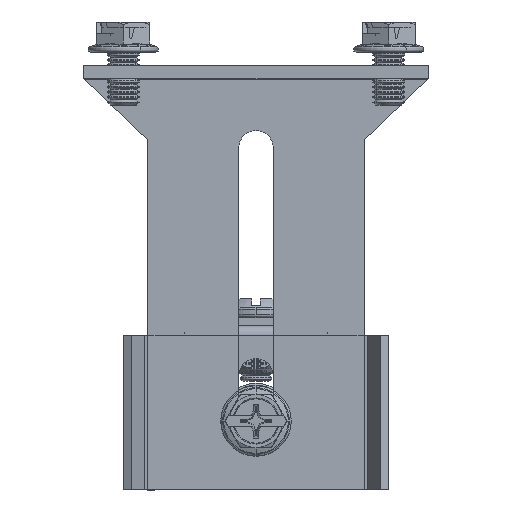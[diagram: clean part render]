
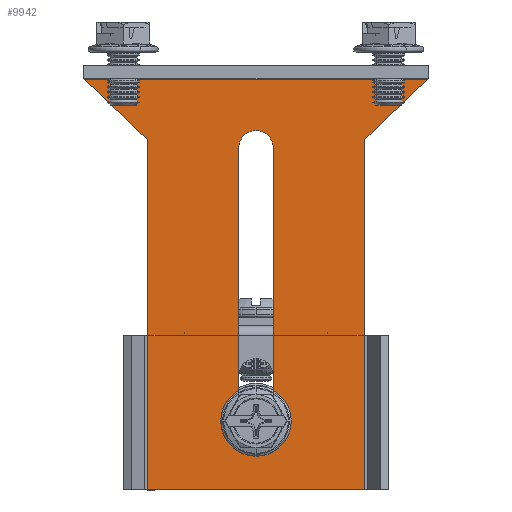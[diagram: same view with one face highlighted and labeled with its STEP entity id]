
A CAD part, left-side view. The second image highlights one B-rep face of the part: STEP entity #9942.
In plain terms, the highlighted face is planar.
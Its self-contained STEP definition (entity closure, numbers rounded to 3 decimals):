
#730 = AXIS2_PLACEMENT_3D ( 'NONE', #3733, #3734, #3735 ) ;
#3282 = CIRCLE ( 'NONE', #3284, 3.25 ) ;
#3284 = AXIS2_PLACEMENT_3D ( 'NONE', #3759, #3760, #3761 ) ;
#3715 = LINE ( 'NONE', #3716, #4393 ) ;
#3716 = CARTESIAN_POINT ( 'NONE',  ( -44.5, -32.5, 0. ) ) ;
#3717 = DIRECTION ( 'NONE',  ( 0.692, 0.722, 0. ) ) ;
#3722 = CARTESIAN_POINT ( 'NONE',  ( 20., 0., 0. ) ) ;
#3723 = DIRECTION ( 'NONE',  ( 0., 0., 1. ) ) ;
#3724 = DIRECTION ( 'NONE',  ( 1., 0., 0. ) ) ;
#3733 = CARTESIAN_POINT ( 'NONE',  ( 20., 0., 0. ) ) ;
#3734 = DIRECTION ( 'NONE',  ( 0., 0., 1. ) ) ;
#3735 = DIRECTION ( 'NONE',  ( 1., 0., 0. ) ) ;
#3759 = CARTESIAN_POINT ( 'NONE',  ( -31.5, 0., 0. ) ) ;
#3760 = DIRECTION ( 'NONE',  ( 0., 0., 1. ) ) ;
#3761 = DIRECTION ( 'NONE',  ( 1., 0., 0. ) ) ;
#4045 = CARTESIAN_POINT ( 'NONE',  ( -31.5, -3.25, 0. ) ) ;
#4052 = LINE ( 'NONE', #4045, #4382 ) ;
#4057 = LINE ( 'NONE', #4058, #4385 ) ;
#4058 = CARTESIAN_POINT ( 'NONE',  ( -33., -20.5, 0. ) ) ;
#4062 = DIRECTION ( 'NONE',  ( 1., 0., 0. ) ) ;
#4063 = LINE ( 'NONE', #4071, #4387 ) ;
#4064 = LINE ( 'NONE', #4069, #4380 ) ;
#4068 = DIRECTION ( 'NONE',  ( 1., 0., 0. ) ) ;
#4069 = CARTESIAN_POINT ( 'NONE',  ( -31.5, 3.25, 0. ) ) ;
#4070 = DIRECTION ( 'NONE',  ( -1., 0., 0. ) ) ;
#4071 = CARTESIAN_POINT ( 'NONE',  ( -33., 20.5, 0. ) ) ;
#4072 = DIRECTION ( 'NONE',  ( -1., 0., 0. ) ) ;
#4073 = LINE ( 'NONE', #4074, #4389 ) ;
#4074 = CARTESIAN_POINT ( 'NONE',  ( -44.4, -32.5, 0. ) ) ;
#4075 = DIRECTION ( 'NONE',  ( 0., 1., 0. ) ) ;
#4076 = LINE ( 'NONE', #4077, #4390 ) ;
#4077 = CARTESIAN_POINT ( 'NONE',  ( 33., 20.5, 0. ) ) ;
#4078 = DIRECTION ( 'NONE',  ( 0., 1., 0. ) ) ;
#4079 = LINE ( 'NONE', #4080, #4391 ) ;
#4080 = CARTESIAN_POINT ( 'NONE',  ( -33., 20.5, 0. ) ) ;
#4081 = DIRECTION ( 'NONE',  ( -0.692, 0.722, 0. ) ) ;
#4380 = VECTOR ( 'NONE', #4070, 1000. ) ;
#4382 = VECTOR ( 'NONE', #4062, 1000. ) ;
#4385 = VECTOR ( 'NONE', #4068, 1000. ) ;
#4387 = VECTOR ( 'NONE', #4072, 1000. ) ;
#4388 = CIRCLE ( 'NONE', #4397, 3.25 ) ;
#4389 = VECTOR ( 'NONE', #4075, 1000. ) ;
#4390 = VECTOR ( 'NONE', #4078, 1000. ) ;
#4391 = VECTOR ( 'NONE', #4081, 1000. ) ;
#4393 = VECTOR ( 'NONE', #3717, 1000. ) ;
#4397 = AXIS2_PLACEMENT_3D ( 'NONE', #3722, #3723, #3724 ) ;
#4398 = CIRCLE ( 'NONE', #730, 3.25 ) ;
#4516 = CARTESIAN_POINT ( 'NONE',  ( -33., -20.5, 0. ) ) ;
#4993 = CARTESIAN_POINT ( 'NONE',  ( 20., 3.25, 0. ) ) ;
#5256 = CARTESIAN_POINT ( 'NONE',  ( -44.4, 32.396, 0. ) ) ;
#5257 = CARTESIAN_POINT ( 'NONE',  ( 20., -3.25, 0. ) ) ;
#5261 = CARTESIAN_POINT ( 'NONE',  ( -33., 20.5, 0. ) ) ;
#5267 = CARTESIAN_POINT ( 'NONE',  ( 33., -20.5, 0. ) ) ;
#5692 = CARTESIAN_POINT ( 'NONE',  ( -31.5, 3.25, 0. ) ) ;
#5795 = EDGE_LOOP ( 'NONE', ( #10427, #10426, #10425, #10424, #10423 ) ) ;
#5800 = EDGE_LOOP ( 'NONE', ( #10422, #10421, #10420, #10498, #10497, #10496 ) ) ;
#5913 = VERTEX_POINT ( 'NONE', #8054 ) ;
#5917 = VERTEX_POINT ( 'NONE', #8062 ) ;
#5976 = CARTESIAN_POINT ( 'NONE',  ( -44.4, -32.396, 0. ) ) ;
#5979 = CARTESIAN_POINT ( 'NONE',  ( 23.25, 0., 0. ) ) ;
#6389 = FACE_OUTER_BOUND ( 'NONE', #5800, .T. ) ;
#6393 = CARTESIAN_POINT ( 'NONE',  ( -33., -20.5, 0. ) ) ;
#6397 = FACE_BOUND ( 'NONE', #5795, .T. ) ;
#6398 = PLANE ( 'NONE',  #6439 ) ;
#6400 = DIRECTION ( 'NONE',  ( 0., 0., 1. ) ) ;
#6401 = DIRECTION ( 'NONE',  ( 1., 0., 0. ) ) ;
#6439 = AXIS2_PLACEMENT_3D ( 'NONE', #6393, #6400, #6401 ) ;
#6766 = VERTEX_POINT ( 'NONE', #5976 ) ;
#6769 = VERTEX_POINT ( 'NONE', #5979 ) ;
#6792 = VERTEX_POINT ( 'NONE', #5692 ) ;
#6880 = VERTEX_POINT ( 'NONE', #5256 ) ;
#6881 = VERTEX_POINT ( 'NONE', #5257 ) ;
#6885 = VERTEX_POINT ( 'NONE', #5261 ) ;
#6891 = VERTEX_POINT ( 'NONE', #5267 ) ;
#7298 = VERTEX_POINT ( 'NONE', #4993 ) ;
#7322 = VERTEX_POINT ( 'NONE', #4516 ) ;
#8054 = CARTESIAN_POINT ( 'NONE',  ( -31.5, -3.25, 0. ) ) ;
#8062 = CARTESIAN_POINT ( 'NONE',  ( 33., 20.5, 0. ) ) ;
#9942 = ADVANCED_FACE ( 'NONE', ( #6397, #6389 ), #6398, .T. ) ;
#10420 = ORIENTED_EDGE ( 'NONE', *, *, #12869, .T. ) ;
#10421 = ORIENTED_EDGE ( 'NONE', *, *, #12865, .F. ) ;
#10422 = ORIENTED_EDGE ( 'NONE', *, *, #12867, .T. ) ;
#10423 = ORIENTED_EDGE ( 'NONE', *, *, #12860, .F. ) ;
#10424 = ORIENTED_EDGE ( 'NONE', *, *, #12871, .F. ) ;
#10425 = ORIENTED_EDGE ( 'NONE', *, *, #12874, .F. ) ;
#10426 = ORIENTED_EDGE ( 'NONE', *, *, #12863, .F. ) ;
#10427 = ORIENTED_EDGE ( 'NONE', *, *, #12883, .F. ) ;
#10496 = ORIENTED_EDGE ( 'NONE', *, *, #12864, .T. ) ;
#10497 = ORIENTED_EDGE ( 'NONE', *, *, #12866, .T. ) ;
#10498 = ORIENTED_EDGE ( 'NONE', *, *, #12862, .T. ) ;
#12860 = EDGE_CURVE ( 'NONE', #5913, #6881, #4052, .T. ) ;
#12862 = EDGE_CURVE ( 'NONE', #7322, #6891, #4057, .T. ) ;
#12863 = EDGE_CURVE ( 'NONE', #7298, #6792, #4064, .T. ) ;
#12864 = EDGE_CURVE ( 'NONE', #5917, #6885, #4063, .T. ) ;
#12865 = EDGE_CURVE ( 'NONE', #6766, #6880, #4073, .T. ) ;
#12866 = EDGE_CURVE ( 'NONE', #6891, #5917, #4076, .T. ) ;
#12867 = EDGE_CURVE ( 'NONE', #6885, #6880, #4079, .T. ) ;
#12869 = EDGE_CURVE ( 'NONE', #6766, #7322, #3715, .T. ) ;
#12871 = EDGE_CURVE ( 'NONE', #6881, #6769, #4388, .T. ) ;
#12874 = EDGE_CURVE ( 'NONE', #6769, #7298, #4398, .T. ) ;
#12883 = EDGE_CURVE ( 'NONE', #6792, #5913, #3282, .T. ) ;
